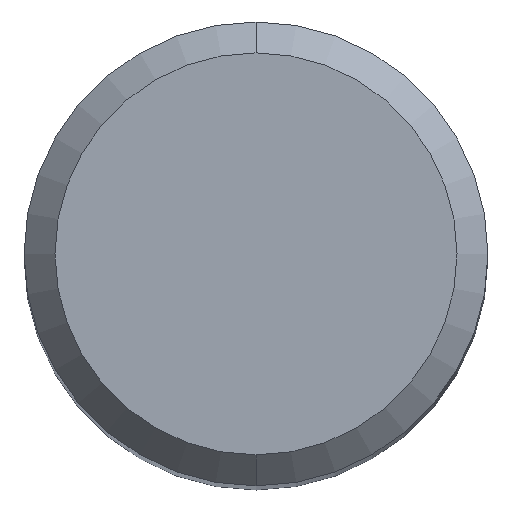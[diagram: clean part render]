
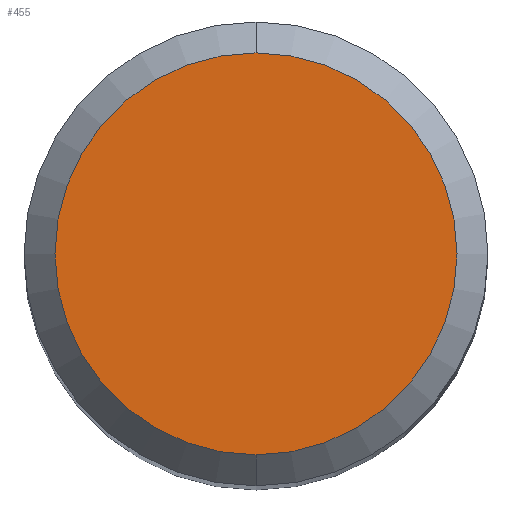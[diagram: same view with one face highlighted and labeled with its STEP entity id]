
A CAD part, top view. The second image highlights one B-rep face of the part: STEP entity #455.
In plain terms, the highlighted planar face has unit normal (0, 0, 1).
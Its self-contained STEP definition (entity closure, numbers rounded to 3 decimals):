
#209=VERTEX_POINT('',#525);
#233=VERTEX_POINT('',#549);
#395=EDGE_CURVE('',#209,#233,#726,.T.);
#437=EDGE_CURVE('',#233,#209,#777,.T.);
#455=ADVANCED_FACE('',(#798),#799,.T.);
#525=CARTESIAN_POINT('',(0.0,2.6,0.0));
#549=CARTESIAN_POINT('',(0.,-2.6,0.0));
#726=CIRCLE('',#1243,2.6);
#777=CIRCLE('',#1339,2.6);
#798=FACE_OUTER_BOUND('',#1414,.T.);
#799=PLANE('',#1415);
#1243=AXIS2_PLACEMENT_3D('',#1691,#1692,#1693);
#1339=AXIS2_PLACEMENT_3D('',#1780,#1781,#1782);
#1414=EDGE_LOOP('',(#1808,#1809));
#1415=AXIS2_PLACEMENT_3D('',#1810,#1811,#1812);
#1691=CARTESIAN_POINT('',(0.0,0.0,0.0));
#1692=DIRECTION('',(0.0,0.0,-1.0));
#1693=DIRECTION('',(0.0,1.0,0.0));
#1780=CARTESIAN_POINT('',(0.0,0.0,0.0));
#1781=DIRECTION('',(0.0,0.0,-1.0));
#1782=DIRECTION('',(0.0,1.0,0.0));
#1808=ORIENTED_EDGE('',*,*,#395,.F.);
#1809=ORIENTED_EDGE('',*,*,#437,.F.);
#1810=CARTESIAN_POINT('',(0.0,1.3,0.0));
#1811=DIRECTION('',(-0.0,0.0,1.0));
#1812=DIRECTION('',(0.0,-1.0,0.0));
